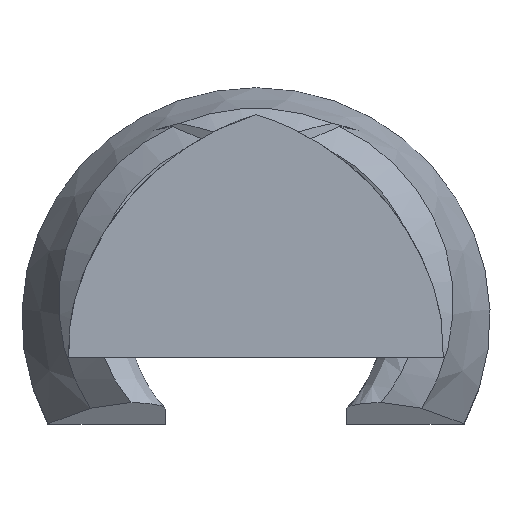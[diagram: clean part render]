
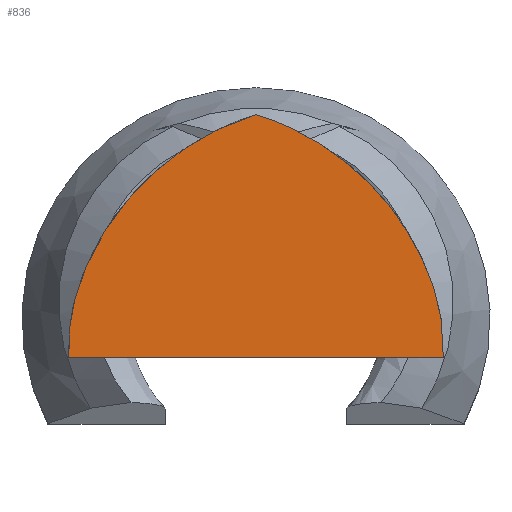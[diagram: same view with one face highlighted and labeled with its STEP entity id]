
A CAD part, top view. The second image highlights one B-rep face of the part: STEP entity #836.
In plain terms, the highlighted planar face has unit normal (0, 0, 1).
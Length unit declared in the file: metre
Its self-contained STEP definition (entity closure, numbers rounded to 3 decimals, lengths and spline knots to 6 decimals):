
#29=PLANE('',#931);
#61=LINE('',#2136,#112);
#112=VECTOR('',#1029,1.);
#267=ORIENTED_EDGE('',*,*,#485,.T.);
#268=ORIENTED_EDGE('',*,*,#486,.T.);
#269=ORIENTED_EDGE('',*,*,#487,.T.);
#485=EDGE_CURVE('',#601,#602,#679,.T.);
#486=EDGE_CURVE('',#602,#603,#680,.T.);
#487=EDGE_CURVE('',#603,#601,#61,.T.);
#601=VERTEX_POINT('',#2086);
#602=VERTEX_POINT('',#2087);
#603=VERTEX_POINT('',#2135);
#679=B_SPLINE_CURVE_WITH_KNOTS('',3,(#2040,#2041,#2042,#2043,#2044,#2045,
#2046,#2047,#2048,#2049,#2050,#2051,#2052,#2053,#2054,#2055,#2056,#2057,
#2058,#2059,#2060,#2061,#2062,#2063,#2064,#2065,#2066,#2067,#2068,#2069,
#2070,#2071,#2072,#2073,#2074,#2075,#2076,#2077,#2078,#2079,#2080,#2081,
#2082,#2083,#2084,#2085),.UNSPECIFIED.,.F.,.F.,(4,1,1,1,1,1,1,1,1,1,1,1,
1,1,1,1,1,1,1,1,1,1,1,1,1,1,1,1,1,1,1,1,1,1,1,1,1,1,1,1,1,1,1,4),(0.,0.013092,
0.019637,0.026183,0.029456,0.031092,
0.032729,0.036002,0.039275,0.04582,
0.052366,0.058912,0.062185,0.065458,
0.078549,0.104732,0.117824,0.12437,
0.130916,0.157099,0.209465,0.235648,
0.242194,0.24874,0.261831,0.274923,
0.288014,0.314197,0.366564,0.41893,
0.471296,0.523662,0.576029,0.628395,
0.680761,0.706944,0.733127,0.746219,
0.749492,0.752765,0.759311,0.772402,
0.785494,0.83786),.UNSPECIFIED.);
#680=B_SPLINE_CURVE_WITH_KNOTS('',3,(#2088,#2089,#2090,#2091,#2092,#2093,
#2094,#2095,#2096,#2097,#2098,#2099,#2100,#2101,#2102,#2103,#2104,#2105,
#2106,#2107,#2108,#2109,#2110,#2111,#2112,#2113,#2114,#2115,#2116,#2117,
#2118,#2119,#2120,#2121,#2122,#2123,#2124,#2125,#2126,#2127,#2128,#2129,
#2130,#2131,#2132,#2133,#2134),.UNSPECIFIED.,.F.,.F.,(4,1,1,1,1,1,1,1,1,
1,1,1,1,1,1,1,1,1,1,1,1,1,1,1,1,1,1,1,1,1,1,1,1,1,1,1,1,1,1,1,1,1,1,1,4),
(0.163213,0.215512,0.228587,0.241661,
0.248199,0.254736,0.267811,0.293961,
0.32011,0.37241,0.424709,0.477008,
0.529307,0.581606,0.633906,0.686205,
0.712354,0.725429,0.738504,0.751579,
0.758116,0.764654,0.790803,0.816953,
0.843102,0.856177,0.869252,0.875789,
0.882327,0.895402,0.921551,0.934626,
0.937895,0.941163,0.947701,0.954238,
0.960776,0.964044,0.967313,0.968947,
0.970582,0.97385,0.980388,0.986925,
1.),.UNSPECIFIED.);
#736=EDGE_LOOP('',(#267,#268,#269));
#784=FACE_BOUND('',#736,.T.);
#836=ADVANCED_FACE('',(#784),#29,.F.);
#931=AXIS2_PLACEMENT_3D('',#2039,#1027,#1028);
#1027=DIRECTION('',(0.,0.,-1.));
#1028=DIRECTION('',(-1.,0.,0.));
#1029=DIRECTION('',(1.,0.,0.));
#2039=CARTESIAN_POINT('',(0.036,0.0865,-0.03));
#2040=CARTESIAN_POINT('',(0.072,-0.0095,-0.03));
#2041=CARTESIAN_POINT('',(0.072,-0.008639,-0.03));
#2042=CARTESIAN_POINT('',(0.071997,-0.007477,-0.03));
#2043=CARTESIAN_POINT('',(0.071987,-0.006176,-0.03));
#2044=CARTESIAN_POINT('',(0.071978,-0.005485,-0.03));
#2045=CARTESIAN_POINT('',(0.07197,-0.005027,-0.03));
#2046=CARTESIAN_POINT('',(0.071966,-0.004829,-0.03));
#2047=CARTESIAN_POINT('',(0.071957,-0.004461,-0.03));
#2048=CARTESIAN_POINT('',(0.071946,-0.004041,-0.03));
#2049=CARTESIAN_POINT('',(0.071925,-0.003358,-0.03));
#2050=CARTESIAN_POINT('',(0.071892,-0.002527,-0.03));
#2051=CARTESIAN_POINT('',(0.071844,-0.001558,-0.03));
#2052=CARTESIAN_POINT('',(0.071796,-0.000765,-0.03));
#2053=CARTESIAN_POINT('',(0.071753,-0.000163,-0.03));
#2054=CARTESIAN_POINT('',(0.071678,0.000829,-0.03));
#2055=CARTESIAN_POINT('',(0.07148,0.002938,-0.03));
#2056=CARTESIAN_POINT('',(0.071132,0.005527,-0.03));
#2057=CARTESIAN_POINT('',(0.070739,0.007752,-0.03));
#2058=CARTESIAN_POINT('',(0.070486,0.009033,-0.03));
#2059=CARTESIAN_POINT('',(0.070098,0.010858,-0.03));
#2060=CARTESIAN_POINT('',(0.069115,0.014866,-0.03));
#2061=CARTESIAN_POINT('',(0.067504,0.019828,-0.03));
#2062=CARTESIAN_POINT('',(0.06586,0.023917,-0.03));
#2063=CARTESIAN_POINT('',(0.065042,0.025803,-0.03));
#2064=CARTESIAN_POINT('',(0.064469,0.027086,-0.03));
#2065=CARTESIAN_POINT('',(0.063799,0.028524,-0.03));
#2066=CARTESIAN_POINT('',(0.062941,0.030284,-0.03));
#2067=CARTESIAN_POINT('',(0.061756,0.032599,-0.03));
#2068=CARTESIAN_POINT('',(0.059557,0.03661,-0.03));
#2069=CARTESIAN_POINT('',(0.056051,0.042232,-0.03));
#2070=CARTESIAN_POINT('',(0.051349,0.048677,-0.03));
#2071=CARTESIAN_POINT('',(0.04626,0.054651,-0.03));
#2072=CARTESIAN_POINT('',(0.04076,0.060196,-0.03));
#2073=CARTESIAN_POINT('',(0.034841,0.06532,-0.03));
#2074=CARTESIAN_POINT('',(0.028457,0.070057,-0.03));
#2075=CARTESIAN_POINT('',(0.022867,0.073606,-0.03));
#2076=CARTESIAN_POINT('',(0.018309,0.076155,-0.03));
#2077=CARTESIAN_POINT('',(0.015428,0.077627,-0.03));
#2078=CARTESIAN_POINT('',(0.013513,0.078537,-0.03));
#2079=CARTESIAN_POINT('',(0.012648,0.078936,-0.03));
#2080=CARTESIAN_POINT('',(0.012013,0.079225,-0.03));
#2081=CARTESIAN_POINT('',(0.010911,0.079716,-0.03));
#2082=CARTESIAN_POINT('',(0.009338,0.080387,-0.03));
#2083=CARTESIAN_POINT('',(0.005577,0.081895,-0.03));
#2084=CARTESIAN_POINT('',(0.002469,0.082942,-0.03));
#2085=CARTESIAN_POINT('',(0.,0.083644,-0.03));
#2086=CARTESIAN_POINT('',(0.072,-0.0095,-0.03));
#2087=CARTESIAN_POINT('',(0.,0.083643,-0.03));
#2088=CARTESIAN_POINT('',(0.,0.083644,-0.03));
#2089=CARTESIAN_POINT('',(-0.002469,0.082942,-0.03));
#2090=CARTESIAN_POINT('',(-0.005575,0.081896,-0.03));
#2091=CARTESIAN_POINT('',(-0.009342,0.080385,-0.03));
#2092=CARTESIAN_POINT('',(-0.010906,0.079718,-0.03));
#2093=CARTESIAN_POINT('',(-0.012187,0.079147,-0.03));
#2094=CARTESIAN_POINT('',(-0.013374,0.078604,-0.03));
#2095=CARTESIAN_POINT('',(-0.015415,0.077633,-0.03));
#2096=CARTESIAN_POINT('',(-0.018313,0.076153,-0.03));
#2097=CARTESIAN_POINT('',(-0.022872,0.073603,-0.03));
#2098=CARTESIAN_POINT('',(-0.028479,0.070042,-0.03));
#2099=CARTESIAN_POINT('',(-0.034855,0.065308,-0.03));
#2100=CARTESIAN_POINT('',(-0.040777,0.06018,-0.03));
#2101=CARTESIAN_POINT('',(-0.046268,0.054642,-0.03));
#2102=CARTESIAN_POINT('',(-0.051341,0.048686,-0.03));
#2103=CARTESIAN_POINT('',(-0.056034,0.042257,-0.03));
#2104=CARTESIAN_POINT('',(-0.059525,0.036663,-0.03));
#2105=CARTESIAN_POINT('',(-0.061718,0.032668,-0.03));
#2106=CARTESIAN_POINT('',(-0.062901,0.030363,-0.03));
#2107=CARTESIAN_POINT('',(-0.063758,0.028611,-0.03));
#2108=CARTESIAN_POINT('',(-0.064428,0.027174,-0.03));
#2109=CARTESIAN_POINT('',(-0.065001,0.025895,-0.03));
#2110=CARTESIAN_POINT('',(-0.065819,0.024015,-0.03));
#2111=CARTESIAN_POINT('',(-0.066958,0.021192,-0.03));
#2112=CARTESIAN_POINT('',(-0.068272,0.017462,-0.03));
#2113=CARTESIAN_POINT('',(-0.069199,0.014372,-0.03));
#2114=CARTESIAN_POINT('',(-0.069839,0.011916,-0.03));
#2115=CARTESIAN_POINT('',(-0.070198,0.010381,-0.03));
#2116=CARTESIAN_POINT('',(-0.070458,0.009168,-0.03));
#2117=CARTESIAN_POINT('',(-0.070717,0.00787,-0.03));
#2118=CARTESIAN_POINT('',(-0.071117,0.005624,-0.03));
#2119=CARTESIAN_POINT('',(-0.071473,0.003009,-0.03));
#2120=CARTESIAN_POINT('',(-0.071674,0.000877,-0.03));
#2121=CARTESIAN_POINT('',(-0.071751,-0.000123,-0.03));
#2122=CARTESIAN_POINT('',(-0.071793,-0.000728,-0.03));
#2123=CARTESIAN_POINT('',(-0.071842,-0.001525,-0.03));
#2124=CARTESIAN_POINT('',(-0.071891,-0.0025,-0.03));
#2125=CARTESIAN_POINT('',(-0.071924,-0.003336,-0.03));
#2126=CARTESIAN_POINT('',(-0.071946,-0.004022,-0.03));
#2127=CARTESIAN_POINT('',(-0.071957,-0.004447,-0.03));
#2128=CARTESIAN_POINT('',(-0.071965,-0.004812,-0.03));
#2129=CARTESIAN_POINT('',(-0.071969,-0.005011,-0.03));
#2130=CARTESIAN_POINT('',(-0.071978,-0.005471,-0.03));
#2131=CARTESIAN_POINT('',(-0.071986,-0.006165,-0.03));
#2132=CARTESIAN_POINT('',(-0.071997,-0.00747,-0.03));
#2133=CARTESIAN_POINT('',(-0.072,-0.008636,-0.03));
#2134=CARTESIAN_POINT('',(-0.072,-0.0095,-0.03));
#2135=CARTESIAN_POINT('',(-0.072,-0.0095,-0.03));
#2136=CARTESIAN_POINT('',(0.036,-0.0095,-0.03));
